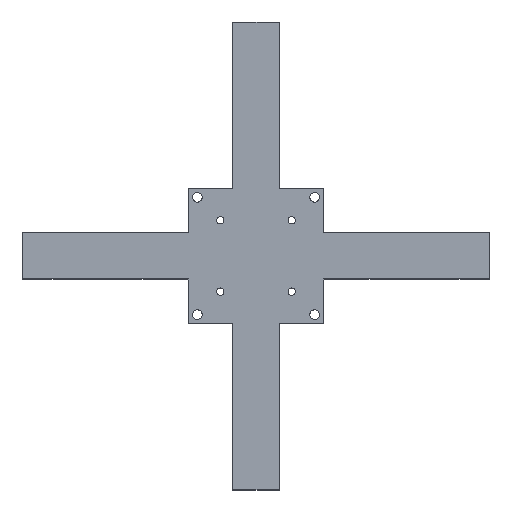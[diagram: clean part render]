
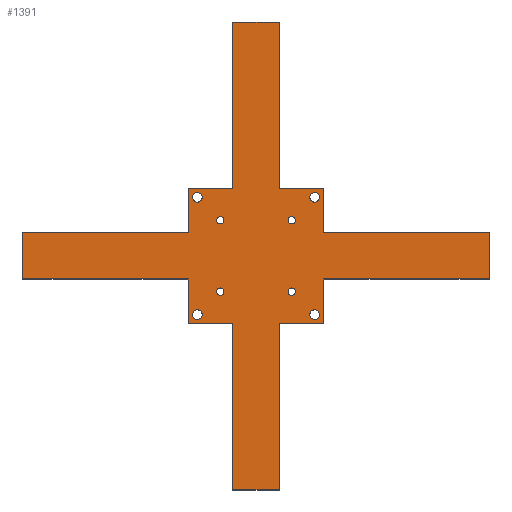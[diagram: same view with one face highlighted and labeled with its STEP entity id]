
A CAD part, top view. The second image highlights one B-rep face of the part: STEP entity #1391.
In plain terms, the highlighted planar face has unit normal (0, 0, 1).
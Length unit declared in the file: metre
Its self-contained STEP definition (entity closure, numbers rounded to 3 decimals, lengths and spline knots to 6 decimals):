
#36=CIRCLE('',#1507,0.0016);
#37=CIRCLE('',#1508,0.002125);
#38=CIRCLE('',#1509,0.0016);
#39=CIRCLE('',#1510,0.002125);
#40=CIRCLE('',#1511,0.0016);
#41=CIRCLE('',#1512,0.002125);
#42=CIRCLE('',#1513,0.0016);
#43=CIRCLE('',#1514,0.002125);
#256=ORIENTED_EDGE('',*,*,#535,.F.);
#257=ORIENTED_EDGE('',*,*,#584,.T.);
#258=ORIENTED_EDGE('',*,*,#585,.F.);
#259=ORIENTED_EDGE('',*,*,#541,.T.);
#260=ORIENTED_EDGE('',*,*,#550,.F.);
#261=ORIENTED_EDGE('',*,*,#552,.F.);
#262=ORIENTED_EDGE('',*,*,#586,.F.);
#263=ORIENTED_EDGE('',*,*,#587,.F.);
#264=ORIENTED_EDGE('',*,*,#444,.F.);
#265=ORIENTED_EDGE('',*,*,#558,.F.);
#266=ORIENTED_EDGE('',*,*,#455,.T.);
#267=ORIENTED_EDGE('',*,*,#588,.F.);
#268=ORIENTED_EDGE('',*,*,#589,.T.);
#269=ORIENTED_EDGE('',*,*,#559,.T.);
#270=ORIENTED_EDGE('',*,*,#568,.F.);
#271=ORIENTED_EDGE('',*,*,#570,.F.);
#272=ORIENTED_EDGE('',*,*,#590,.T.);
#273=ORIENTED_EDGE('',*,*,#591,.T.);
#274=ORIENTED_EDGE('',*,*,#575,.T.);
#275=ORIENTED_EDGE('',*,*,#583,.F.);
#276=ORIENTED_EDGE('',*,*,#592,.T.);
#277=ORIENTED_EDGE('',*,*,#593,.T.);
#278=ORIENTED_EDGE('',*,*,#594,.T.);
#279=ORIENTED_EDGE('',*,*,#595,.T.);
#280=ORIENTED_EDGE('',*,*,#596,.T.);
#281=ORIENTED_EDGE('',*,*,#597,.T.);
#282=ORIENTED_EDGE('',*,*,#598,.T.);
#283=ORIENTED_EDGE('',*,*,#599,.T.);
#444=EDGE_CURVE('',#624,#625,#760,.T.);
#455=EDGE_CURVE('',#636,#634,#771,.T.);
#535=EDGE_CURVE('',#708,#709,#827,.T.);
#541=EDGE_CURVE('',#712,#713,#833,.T.);
#550=EDGE_CURVE('',#717,#713,#842,.T.);
#552=EDGE_CURVE('',#718,#717,#844,.T.);
#558=EDGE_CURVE('',#636,#624,#850,.T.);
#559=EDGE_CURVE('',#720,#721,#851,.T.);
#568=EDGE_CURVE('',#725,#721,#860,.T.);
#570=EDGE_CURVE('',#726,#725,#862,.T.);
#575=EDGE_CURVE('',#728,#729,#867,.T.);
#583=EDGE_CURVE('',#709,#729,#875,.T.);
#584=EDGE_CURVE('',#708,#732,#876,.T.);
#585=EDGE_CURVE('',#712,#732,#877,.T.);
#586=EDGE_CURVE('',#733,#718,#878,.T.);
#587=EDGE_CURVE('',#625,#733,#879,.T.);
#588=EDGE_CURVE('',#734,#634,#880,.T.);
#589=EDGE_CURVE('',#734,#720,#881,.T.);
#590=EDGE_CURVE('',#726,#735,#882,.T.);
#591=EDGE_CURVE('',#735,#728,#883,.T.);
#592=EDGE_CURVE('',#736,#736,#36,.T.);
#593=EDGE_CURVE('',#737,#737,#37,.T.);
#594=EDGE_CURVE('',#738,#738,#38,.T.);
#595=EDGE_CURVE('',#739,#739,#39,.T.);
#596=EDGE_CURVE('',#740,#740,#40,.T.);
#597=EDGE_CURVE('',#741,#741,#41,.T.);
#598=EDGE_CURVE('',#742,#742,#42,.T.);
#599=EDGE_CURVE('',#743,#743,#43,.T.);
#624=VERTEX_POINT('',#1968);
#625=VERTEX_POINT('',#1969);
#634=VERTEX_POINT('',#1989);
#636=VERTEX_POINT('',#1992);
#708=VERTEX_POINT('',#2161);
#709=VERTEX_POINT('',#2163);
#712=VERTEX_POINT('',#2173);
#713=VERTEX_POINT('',#2174);
#717=VERTEX_POINT('',#2187);
#718=VERTEX_POINT('',#2191);
#720=VERTEX_POINT('',#2203);
#721=VERTEX_POINT('',#2204);
#725=VERTEX_POINT('',#2217);
#726=VERTEX_POINT('',#2221);
#728=VERTEX_POINT('',#2230);
#729=VERTEX_POINT('',#2231);
#732=VERTEX_POINT('',#2245);
#733=VERTEX_POINT('',#2248);
#734=VERTEX_POINT('',#2251);
#735=VERTEX_POINT('',#2254);
#736=VERTEX_POINT('',#2257);
#737=VERTEX_POINT('',#2259);
#738=VERTEX_POINT('',#2261);
#739=VERTEX_POINT('',#2263);
#740=VERTEX_POINT('',#2265);
#741=VERTEX_POINT('',#2267);
#742=VERTEX_POINT('',#2269);
#743=VERTEX_POINT('',#2271);
#760=LINE('',#1967,#892);
#771=LINE('',#1991,#903);
#827=LINE('',#2162,#959);
#833=LINE('',#2172,#965);
#842=LINE('',#2188,#974);
#844=LINE('',#2192,#976);
#850=LINE('',#2200,#982);
#851=LINE('',#2202,#983);
#860=LINE('',#2218,#992);
#862=LINE('',#2222,#994);
#867=LINE('',#2229,#999);
#875=LINE('',#2242,#1007);
#876=LINE('',#2244,#1008);
#877=LINE('',#2246,#1009);
#878=LINE('',#2247,#1010);
#879=LINE('',#2249,#1011);
#880=LINE('',#2250,#1012);
#881=LINE('',#2252,#1013);
#882=LINE('',#2253,#1014);
#883=LINE('',#2255,#1015);
#892=VECTOR('',#1583,1.);
#903=VECTOR('',#1596,1.);
#959=VECTOR('',#1736,1.);
#965=VECTOR('',#1744,1.);
#974=VECTOR('',#1755,1.);
#976=VECTOR('',#1759,1.);
#982=VECTOR('',#1767,1.);
#983=VECTOR('',#1770,1.);
#992=VECTOR('',#1781,1.);
#994=VECTOR('',#1785,1.);
#999=VECTOR('',#1792,1.);
#1007=VECTOR('',#1802,1.);
#1008=VECTOR('',#1805,1.);
#1009=VECTOR('',#1806,1.);
#1010=VECTOR('',#1807,1.);
#1011=VECTOR('',#1808,1.);
#1012=VECTOR('',#1809,1.);
#1013=VECTOR('',#1810,1.);
#1014=VECTOR('',#1811,1.);
#1015=VECTOR('',#1812,1.);
#1069=EDGE_LOOP('',(#256,#257,#258,#259,#260,#261,#262,#263,#264,#265,#266,
#267,#268,#269,#270,#271,#272,#273,#274,#275));
#1070=EDGE_LOOP('',(#276));
#1071=EDGE_LOOP('',(#277));
#1072=EDGE_LOOP('',(#278));
#1073=EDGE_LOOP('',(#279));
#1074=EDGE_LOOP('',(#280));
#1075=EDGE_LOOP('',(#281));
#1076=EDGE_LOOP('',(#282));
#1077=EDGE_LOOP('',(#283));
#1211=FACE_BOUND('',#1069,.T.);
#1212=FACE_BOUND('',#1070,.T.);
#1213=FACE_BOUND('',#1071,.T.);
#1214=FACE_BOUND('',#1072,.T.);
#1215=FACE_BOUND('',#1073,.T.);
#1216=FACE_BOUND('',#1074,.T.);
#1217=FACE_BOUND('',#1075,.T.);
#1218=FACE_BOUND('',#1076,.T.);
#1219=FACE_BOUND('',#1077,.T.);
#1329=PLANE('',#1506);
#1391=ADVANCED_FACE('',(#1211,#1212,#1213,#1214,#1215,#1216,#1217,#1218,
#1219),#1329,.T.);
#1506=AXIS2_PLACEMENT_3D('',#2243,#1803,#1804);
#1507=AXIS2_PLACEMENT_3D('',#2256,#1813,#1814);
#1508=AXIS2_PLACEMENT_3D('',#2258,#1815,#1816);
#1509=AXIS2_PLACEMENT_3D('',#2260,#1817,#1818);
#1510=AXIS2_PLACEMENT_3D('',#2262,#1819,#1820);
#1511=AXIS2_PLACEMENT_3D('',#2264,#1821,#1822);
#1512=AXIS2_PLACEMENT_3D('',#2266,#1823,#1824);
#1513=AXIS2_PLACEMENT_3D('',#2268,#1825,#1826);
#1514=AXIS2_PLACEMENT_3D('',#2270,#1827,#1828);
#1583=DIRECTION('',(1.,0.,0.));
#1596=DIRECTION('',(1.,0.,0.));
#1736=DIRECTION('',(1.,0.,0.));
#1744=DIRECTION('',(0.,1.,0.));
#1755=DIRECTION('',(1.,0.,0.));
#1759=DIRECTION('',(0.,1.,0.));
#1767=DIRECTION('',(0.,1.,0.));
#1770=DIRECTION('',(0.,-1.,0.));
#1781=DIRECTION('',(-1.,0.,0.));
#1785=DIRECTION('',(0.,-1.,0.));
#1792=DIRECTION('',(1.,0.,0.));
#1802=DIRECTION('',(0.,-1.,0.));
#1803=DIRECTION('',(0.,0.,1.));
#1804=DIRECTION('',(1.,0.,0.));
#1805=DIRECTION('',(0.,1.,0.));
#1806=DIRECTION('',(1.,0.,0.));
#1807=DIRECTION('',(1.,0.,0.));
#1808=DIRECTION('',(0.,1.,0.));
#1809=DIRECTION('',(0.,1.,0.));
#1810=DIRECTION('',(1.,0.,0.));
#1811=DIRECTION('',(1.,0.,0.));
#1812=DIRECTION('',(0.,1.,0.));
#1813=DIRECTION('',(0.,0.,-1.));
#1814=DIRECTION('',(-1.,0.,0.));
#1815=DIRECTION('',(0.,0.,-1.));
#1816=DIRECTION('',(-1.,0.,0.));
#1817=DIRECTION('',(0.,0.,-1.));
#1818=DIRECTION('',(-1.,0.,0.));
#1819=DIRECTION('',(0.,0.,-1.));
#1820=DIRECTION('',(-1.,0.,0.));
#1821=DIRECTION('',(0.,0.,-1.));
#1822=DIRECTION('',(-1.,0.,0.));
#1823=DIRECTION('',(0.,0.,-1.));
#1824=DIRECTION('',(-1.,0.,0.));
#1825=DIRECTION('',(0.,0.,-1.));
#1826=DIRECTION('',(-1.,0.,0.));
#1827=DIRECTION('',(0.,0.,-1.));
#1828=DIRECTION('',(-1.,0.,0.));
#1967=CARTESIAN_POINT('',(-0.044762,0.010031,0.007));
#1968=CARTESIAN_POINT('',(-0.101389,0.010031,0.007));
#1969=CARTESIAN_POINT('',(-0.029291,0.010031,0.007));
#1989=CARTESIAN_POINT('',(-0.029291,-0.009969,0.007));
#1991=CARTESIAN_POINT('',(-0.044762,-0.009969,0.007));
#1992=CARTESIAN_POINT('',(-0.101389,-0.009969,0.007));
#2161=CARTESIAN_POINT('',(0.029709,0.010031,0.007));
#2162=CARTESIAN_POINT('',(0.099307,0.010031,0.007));
#2163=CARTESIAN_POINT('',(0.101807,0.010031,0.007));
#2172=CARTESIAN_POINT('',(0.010209,0.099129,0.007));
#2173=CARTESIAN_POINT('',(0.010209,0.029531,0.007));
#2174=CARTESIAN_POINT('',(0.010209,0.101629,0.007));
#2187=CARTESIAN_POINT('',(-0.009791,0.101629,0.007));
#2188=CARTESIAN_POINT('',(0.000209,0.101629,0.007));
#2191=CARTESIAN_POINT('',(-0.009791,0.029531,0.007));
#2192=CARTESIAN_POINT('',(-0.009791,0.099129,0.007));
#2200=CARTESIAN_POINT('',(-0.101389,0.000031,0.007));
#2202=CARTESIAN_POINT('',(-0.009791,-0.044941,0.007));
#2203=CARTESIAN_POINT('',(-0.009791,-0.029469,0.007));
#2204=CARTESIAN_POINT('',(-0.009791,-0.101568,0.007));
#2217=CARTESIAN_POINT('',(0.010209,-0.101568,0.007));
#2218=CARTESIAN_POINT('',(0.000209,-0.101568,0.007));
#2221=CARTESIAN_POINT('',(0.010209,-0.029469,0.007));
#2222=CARTESIAN_POINT('',(0.010209,-0.044941,0.007));
#2229=CARTESIAN_POINT('',(0.099307,-0.009969,0.007));
#2230=CARTESIAN_POINT('',(0.029709,-0.009969,0.007));
#2231=CARTESIAN_POINT('',(0.101807,-0.009969,0.007));
#2242=CARTESIAN_POINT('',(0.101807,0.000031,0.007));
#2243=CARTESIAN_POINT('',(0.000209,0.000031,0.007));
#2244=CARTESIAN_POINT('',(0.029709,0.000031,0.007));
#2245=CARTESIAN_POINT('',(0.029709,0.029531,0.007));
#2246=CARTESIAN_POINT('',(0.000209,0.029531,0.007));
#2247=CARTESIAN_POINT('',(0.000209,0.029531,0.007));
#2248=CARTESIAN_POINT('',(-0.029291,0.029531,0.007));
#2249=CARTESIAN_POINT('',(-0.029291,0.000031,0.007));
#2250=CARTESIAN_POINT('',(-0.029291,0.000031,0.007));
#2251=CARTESIAN_POINT('',(-0.029291,-0.029469,0.007));
#2252=CARTESIAN_POINT('',(0.000209,-0.029469,0.007));
#2253=CARTESIAN_POINT('',(0.000209,-0.029469,0.007));
#2254=CARTESIAN_POINT('',(0.029709,-0.029469,0.007));
#2255=CARTESIAN_POINT('',(0.029709,0.000031,0.007));
#2256=CARTESIAN_POINT('',(0.015709,-0.015469,0.007));
#2257=CARTESIAN_POINT('',(0.014109,-0.015469,0.007));
#2258=CARTESIAN_POINT('',(0.025709,-0.025469,0.007));
#2259=CARTESIAN_POINT('',(0.023584,-0.025469,0.007));
#2260=CARTESIAN_POINT('',(-0.015291,-0.015469,0.007));
#2261=CARTESIAN_POINT('',(-0.016891,-0.015469,0.007));
#2262=CARTESIAN_POINT('',(-0.025291,-0.025469,0.007));
#2263=CARTESIAN_POINT('',(-0.027416,-0.025469,0.007));
#2264=CARTESIAN_POINT('',(-0.015291,0.015531,0.007));
#2265=CARTESIAN_POINT('',(-0.016891,0.015531,0.007));
#2266=CARTESIAN_POINT('',(-0.025291,0.025531,0.007));
#2267=CARTESIAN_POINT('',(-0.027416,0.025531,0.007));
#2268=CARTESIAN_POINT('',(0.015709,0.015531,0.007));
#2269=CARTESIAN_POINT('',(0.014109,0.015531,0.007));
#2270=CARTESIAN_POINT('',(0.025709,0.025531,0.007));
#2271=CARTESIAN_POINT('',(0.023584,0.025531,0.007));
